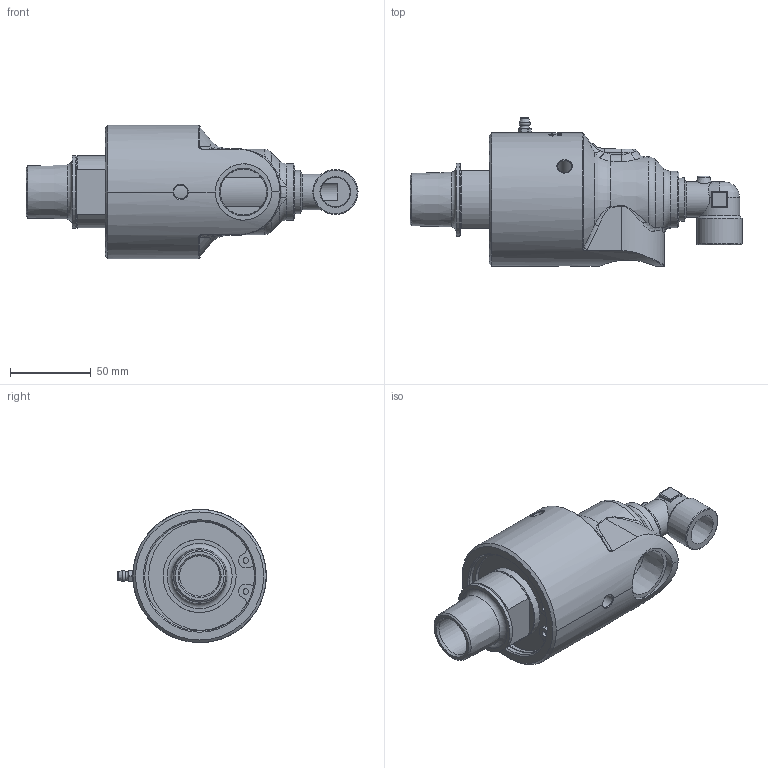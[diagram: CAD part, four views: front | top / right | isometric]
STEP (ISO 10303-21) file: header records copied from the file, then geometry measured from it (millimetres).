
FILE_DESCRIPTION(/* description */ (''),/* implementation_level */ '2;1');
FILE_NAME(/* name */ '355-000-003163-IC.stp',/* time_stamp */ '2020-05-17T18:23:01-05:00',/* author */ ('Moorera'),/* organization */ (''),/* preprocessor_version */ 'ST-DEVELOPER v18.1',/* originating_system */ 'Autodesk Inventor 2020',/* authorisation */ '');
FILE_SCHEMA (('AUTOMOTIVE_DESIGN { 1 0 10303 214 3 1 1 }'));
Length unit declared in the file: millimetre
Products named in the file (1): 355-000-003163-IC
Bounding box: 205.74 x 92.01 x 82.6 mm (x, y, z)
Volume: 490937.9 mm3; surface area: 59800.9 mm2
Topology: 1 solids, 3 shells, 563 faces, 1500 edges, 990 vertices
Faces by surface type: bspline 279, plane 133, cylinder 90, cone 46, torus 12, sphere 3
Full cylindrical faces by diameter (mm): 2.005 x1, 3.444 x2, 3.5 x1, 5.359 x1, 8.6 x3, 14.5 x1, 17.4 x1, 18.25 x1, 22 x1, 25 x1, 28 x1, 28.575 x1, 34.9 x1, 45.3 x2, 68.1 x1
Entity records: 29838 total; most frequent: CARTESIAN_POINT 16980, ORIENTED_EDGE 2994, DIRECTION 1996, EDGE_CURVE 1497, VERTEX_POINT 990, AXIS2_PLACEMENT_3D 761, EDGE_LOOP 617, FACE_OUTER_BOUND 563
